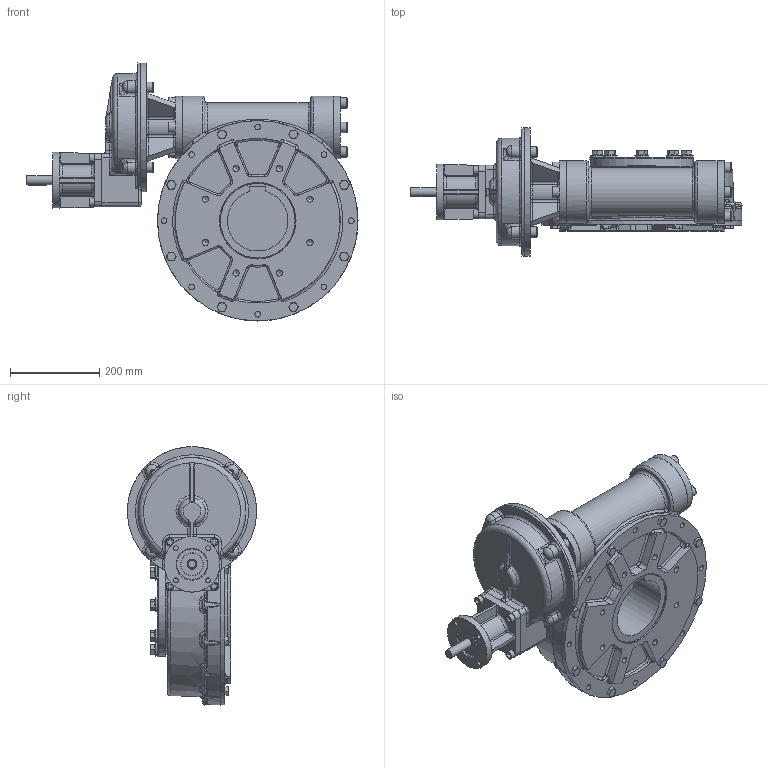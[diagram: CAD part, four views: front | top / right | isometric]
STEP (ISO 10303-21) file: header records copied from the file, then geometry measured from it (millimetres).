
FILE_DESCRIPTION(/* description */ ('Unknown'),/* implementation_level */ '2;1');
FILE_NAME(/* name */ 'PUB-MTW7IRS-F10-F25',/* time_stamp */ '2015-12-09T13:49:29+00:00',/* author */ ('Unknown'),/* organization */ ('Unknown'),/* preprocessor_version */ 'ST-DEVELOPER v16',/* originating_system */ 'DEX',/* authorisation */ $);
FILE_SCHEMA (('AUTOMOTIVE_DESIGN {1 0 10303 214 3 1 1}'));
Length unit declared in the file: millimetre
Products named in the file (1): PUB-MTW7IRS-F10-F25
Bounding box: 745.27 x 289.28 x 579.19 mm (x, y, z)
Surface area: 1230929.7 mm2 (no closed solid volume)
Topology: 0 solids, 46 shells, 1160 faces, 3033 edges, 1835 vertices
Faces by surface type: plane 371, cylinder 245, bspline 211, torus 158, cone 153, sphere 22
Full cylindrical faces by diameter (mm): 10.5 x4, 12.5 x8, 13.835 x8, 18 x4, 20 x1, 24 x12, 32 x8, 50 x1, 70.05 x1, 125 x1, 140 x2, 170 x2, 230 x1, 230.25 x1, 235 x1, 251.5 x1, 289 x1, 450 x1
Entity records: 57239 total; most frequent: CARTESIAN_POINT 31145, ORIENTED_EDGE 5277, DIRECTION 4987, EDGE_CURVE 2831, AXIS2_PLACEMENT_3D 2099, VERTEX_POINT 1800, FACE_BOUND 1378, EDGE_LOOP 1370
